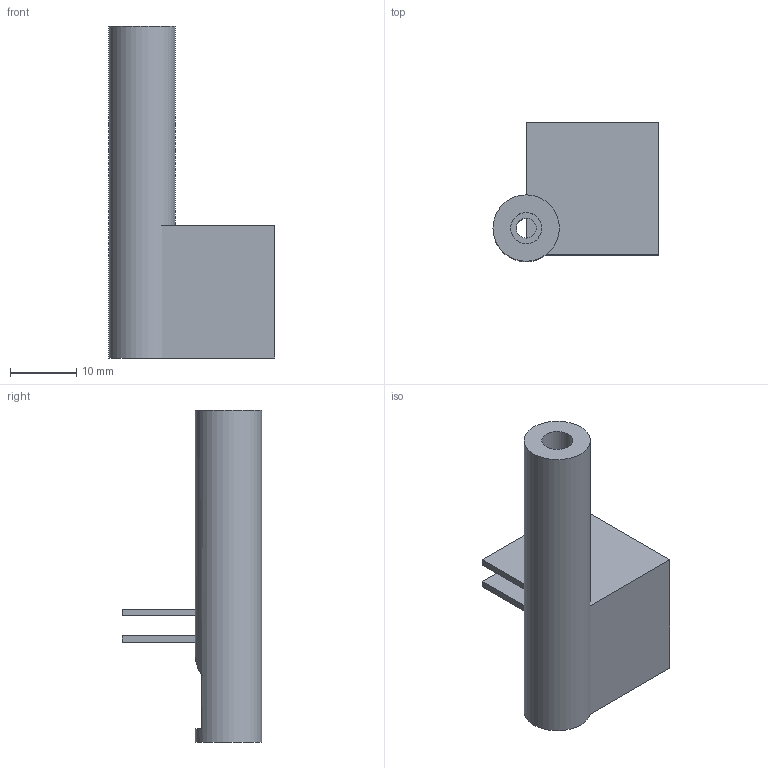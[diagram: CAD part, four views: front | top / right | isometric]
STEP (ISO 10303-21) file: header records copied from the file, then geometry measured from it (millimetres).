
FILE_DESCRIPTION(/* description */ ('STEP AP242','CAx-IF Rec.Pracs.---Representation and Presentation of Product Manufacturing Information (PMI)---4.0---2014-10-13','CAx-IF Rec.Pracs.---3D Tessellated Geometry---0.4---2014-09-14','2;1'),/* implementation_level */ '2;1');
FILE_NAME(/* name */ '683640e7e4afb246b980a045',/* time_stamp */ '2025-05-27T22:47:03Z',/* author */ (''),/* organization */ (''),/* preprocessor_version */ 'ST-DEVELOPER v20',/* originating_system */ 'ONSHAPE BY PTC INC, 1.198',/* authorisation */ ' ');
FILE_SCHEMA (('AP242_MANAGED_MODEL_BASED_3D_ENGINEERING_MIM_LF { 1 0 10303 442 1 1 4 }'));
Length unit declared in the file: metre
Products named in the file (2): chamber panel attachment; chamber panel clip
Bounding box: 25 x 21 x 50 mm (x, y, z)
Volume: 4658.6 mm3; surface area: 5389.1 mm2
Topology: 2 solids, 2 shells, 30 faces, 72 edges, 47 vertices
Faces by surface type: plane 24, cylinder 5, cone 1
Full cylindrical faces by diameter (mm): 3 x2, 4.7 x1, 10 x1
Entity records: 903 total; most frequent: DIRECTION 147, CARTESIAN_POINT 147, ORIENTED_EDGE 136, EDGE_CURVE 68, LINE 53, VECTOR 53, VERTEX_POINT 47, AXIS2_PLACEMENT_3D 47
